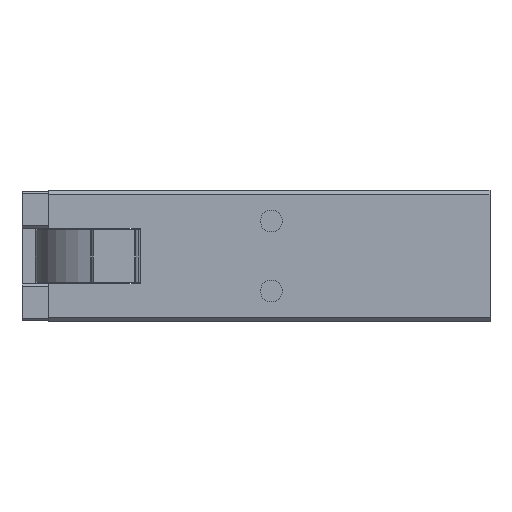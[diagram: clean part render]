
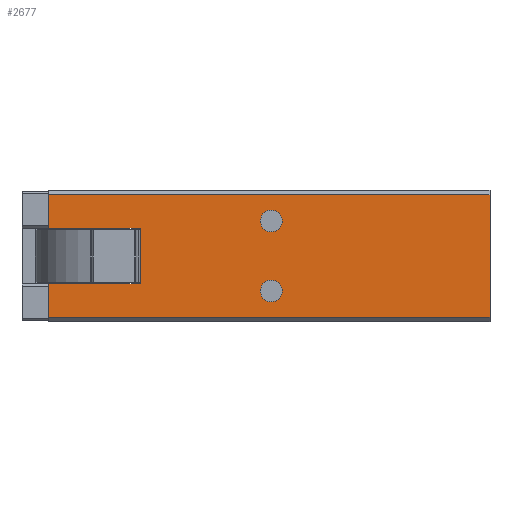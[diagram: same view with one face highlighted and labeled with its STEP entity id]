
A CAD part, front view. The second image highlights one B-rep face of the part: STEP entity #2677.
In plain terms, the highlighted planar face has unit normal (0, -1, 0).
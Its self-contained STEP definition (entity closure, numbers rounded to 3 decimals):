
#9 = AXIS2_PLACEMENT_3D ( 'NONE', #4407, #3287, #3123 ) ;
#78 = VERTEX_POINT ( 'NONE', #2310 ) ;
#190 = DIRECTION ( 'NONE',  ( -1., 0., 0. ) ) ;
#231 = LINE ( 'NONE', #5534, #1619 ) ;
#312 = LINE ( 'NONE', #554, #3728 ) ;
#508 = LINE ( 'NONE', #5799, #4119 ) ;
#554 = CARTESIAN_POINT ( 'NONE',  ( -50.5, -29., 6.35 ) ) ;
#626 = ORIENTED_EDGE ( 'NONE', *, *, #743, .F. ) ;
#743 = EDGE_CURVE ( 'NONE', #2079, #2916, #4809, .T. ) ;
#784 = FACE_BOUND ( 'NONE', #3094, .T. ) ;
#983 = LINE ( 'NONE', #2921, #2048 ) ;
#993 = DIRECTION ( 'NONE',  ( 1., 0., 0. ) ) ;
#1042 = VERTEX_POINT ( 'NONE', #1589 ) ;
#1063 = DIRECTION ( 'NONE',  ( 0., 0., -1. ) ) ;
#1258 = EDGE_LOOP ( 'NONE', ( #5339, #5658, #1955, #4546, #3652, #2494, #4618, #5089 ) ) ;
#1289 = CARTESIAN_POINT ( 'NONE',  ( -50.5, -29., 6.35 ) ) ;
#1412 = CARTESIAN_POINT ( 'NONE',  ( -50.5, -29., -14. ) ) ;
#1464 = EDGE_CURVE ( 'NONE', #3442, #2682, #5480, .T. ) ;
#1589 = CARTESIAN_POINT ( 'NONE',  ( 50.5, -29., 14. ) ) ;
#1590 = EDGE_CURVE ( 'NONE', #2854, #3272, #4847, .T. ) ;
#1619 = VECTOR ( 'NONE', #3163, 1000. ) ;
#1790 = VECTOR ( 'NONE', #5852, 1000. ) ;
#1830 = CIRCLE ( 'NONE', #3264, 2.5 ) ;
#1837 = LINE ( 'NONE', #5779, #5522 ) ;
#1955 = ORIENTED_EDGE ( 'NONE', *, *, #3465, .F. ) ;
#2030 = AXIS2_PLACEMENT_3D ( 'NONE', #4143, #2084, #5082 ) ;
#2048 = VECTOR ( 'NONE', #2985, 1000. ) ;
#2077 = DIRECTION ( 'NONE',  ( 0., -1., 0. ) ) ;
#2079 = VERTEX_POINT ( 'NONE', #4870 ) ;
#2084 = DIRECTION ( 'NONE',  ( 0., 1., 0. ) ) ;
#2222 = PLANE ( 'NONE',  #2030 ) ;
#2258 = DIRECTION ( 'NONE',  ( 0., 0., -1. ) ) ;
#2259 = AXIS2_PLACEMENT_3D ( 'NONE', #3952, #5415, #3402 ) ;
#2278 = EDGE_CURVE ( 'NONE', #2682, #3442, #2434, .T. ) ;
#2310 = CARTESIAN_POINT ( 'NONE',  ( -50.5, -29., -6.35 ) ) ;
#2434 = CIRCLE ( 'NONE', #2259, 2.5 ) ;
#2494 = ORIENTED_EDGE ( 'NONE', *, *, #5758, .T. ) ;
#2536 = EDGE_CURVE ( 'NONE', #78, #3589, #231, .T. ) ;
#2545 = EDGE_LOOP ( 'NONE', ( #4577, #4603 ) ) ;
#2605 = DIRECTION ( 'NONE',  ( 1., 0., 0. ) ) ;
#2636 = VECTOR ( 'NONE', #1063, 1000. ) ;
#2677 = ADVANCED_FACE ( 'NONE', ( #6001, #784, #5067 ), #2222, .F. ) ;
#2682 = VERTEX_POINT ( 'NONE', #3904 ) ;
#2805 = VECTOR ( 'NONE', #2605, 1000. ) ;
#2854 = VERTEX_POINT ( 'NONE', #4985 ) ;
#2916 = VERTEX_POINT ( 'NONE', #3531 ) ;
#2921 = CARTESIAN_POINT ( 'NONE',  ( 50.5, -29., -11.85 ) ) ;
#2929 = DIRECTION ( 'NONE',  ( -1., 0., 0. ) ) ;
#2957 = VERTEX_POINT ( 'NONE', #3019 ) ;
#2966 = ORIENTED_EDGE ( 'NONE', *, *, #3996, .F. ) ;
#2985 = DIRECTION ( 'NONE',  ( 0., 0., -1. ) ) ;
#3019 = CARTESIAN_POINT ( 'NONE',  ( -29.5, -29., -6.35 ) ) ;
#3048 = CARTESIAN_POINT ( 'NONE',  ( 50.5, -29., 14. ) ) ;
#3094 = EDGE_LOOP ( 'NONE', ( #626, #2966 ) ) ;
#3123 = DIRECTION ( 'NONE',  ( 0., 0., -1. ) ) ;
#3163 = DIRECTION ( 'NONE',  ( 0., 0., -1. ) ) ;
#3194 = CARTESIAN_POINT ( 'NONE',  ( 50.5, -29., -14. ) ) ;
#3242 = CARTESIAN_POINT ( 'NONE',  ( 0.5, -29., -10.5 ) ) ;
#3264 = AXIS2_PLACEMENT_3D ( 'NONE', #4232, #4248, #4283 ) ;
#3272 = VERTEX_POINT ( 'NONE', #1289 ) ;
#3287 = DIRECTION ( 'NONE',  ( 0., -1., 0. ) ) ;
#3292 = CARTESIAN_POINT ( 'NONE',  ( -29.5, -29., 6.35 ) ) ;
#3402 = DIRECTION ( 'NONE',  ( 0., 0., -1. ) ) ;
#3442 = VERTEX_POINT ( 'NONE', #3242 ) ;
#3465 = EDGE_CURVE ( 'NONE', #1042, #3831, #983, .T. ) ;
#3531 = CARTESIAN_POINT ( 'NONE',  ( 0.5, -29., 10.5 ) ) ;
#3589 = VERTEX_POINT ( 'NONE', #1412 ) ;
#3652 = ORIENTED_EDGE ( 'NONE', *, *, #1590, .T. ) ;
#3704 = EDGE_CURVE ( 'NONE', #5711, #2957, #4619, .T. ) ;
#3728 = VECTOR ( 'NONE', #993, 1000. ) ;
#3831 = VERTEX_POINT ( 'NONE', #3194 ) ;
#3904 = CARTESIAN_POINT ( 'NONE',  ( 0.5, -29., -5.5 ) ) ;
#3952 = CARTESIAN_POINT ( 'NONE',  ( 0.5, -29., -8. ) ) ;
#3996 = EDGE_CURVE ( 'NONE', #2916, #2079, #1830, .T. ) ;
#4090 = AXIS2_PLACEMENT_3D ( 'NONE', #5974, #2077, #2258 ) ;
#4119 = VECTOR ( 'NONE', #2929, 1000. ) ;
#4143 = CARTESIAN_POINT ( 'NONE',  ( 50.5, -29., 14. ) ) ;
#4230 = EDGE_CURVE ( 'NONE', #2854, #1042, #5545, .T. ) ;
#4232 = CARTESIAN_POINT ( 'NONE',  ( 0.5, -29., 8. ) ) ;
#4248 = DIRECTION ( 'NONE',  ( 0., -1., 0. ) ) ;
#4283 = DIRECTION ( 'NONE',  ( 0., 0., -1. ) ) ;
#4407 = CARTESIAN_POINT ( 'NONE',  ( 0.5, -29., 8. ) ) ;
#4497 = CARTESIAN_POINT ( 'NONE',  ( -50.5, -29., -11.85 ) ) ;
#4546 = ORIENTED_EDGE ( 'NONE', *, *, #4230, .F. ) ;
#4577 = ORIENTED_EDGE ( 'NONE', *, *, #1464, .F. ) ;
#4603 = ORIENTED_EDGE ( 'NONE', *, *, #2278, .F. ) ;
#4618 = ORIENTED_EDGE ( 'NONE', *, *, #3704, .T. ) ;
#4619 = LINE ( 'NONE', #5517, #2636 ) ;
#4809 = CIRCLE ( 'NONE', #9, 2.5 ) ;
#4847 = LINE ( 'NONE', #4497, #1790 ) ;
#4870 = CARTESIAN_POINT ( 'NONE',  ( 0.5, -29., 5.5 ) ) ;
#4985 = CARTESIAN_POINT ( 'NONE',  ( -50.5, -29., 14. ) ) ;
#5067 = FACE_OUTER_BOUND ( 'NONE', #1258, .T. ) ;
#5082 = DIRECTION ( 'NONE',  ( 0., 0., 1. ) ) ;
#5089 = ORIENTED_EDGE ( 'NONE', *, *, #5916, .T. ) ;
#5339 = ORIENTED_EDGE ( 'NONE', *, *, #2536, .T. ) ;
#5415 = DIRECTION ( 'NONE',  ( 0., -1., 0. ) ) ;
#5480 = CIRCLE ( 'NONE', #4090, 2.5 ) ;
#5517 = CARTESIAN_POINT ( 'NONE',  ( -29.5, -29., -6.35 ) ) ;
#5522 = VECTOR ( 'NONE', #190, 1000. ) ;
#5534 = CARTESIAN_POINT ( 'NONE',  ( -50.5, -29., -11.85 ) ) ;
#5545 = LINE ( 'NONE', #3048, #2805 ) ;
#5658 = ORIENTED_EDGE ( 'NONE', *, *, #5898, .F. ) ;
#5711 = VERTEX_POINT ( 'NONE', #3292 ) ;
#5758 = EDGE_CURVE ( 'NONE', #3272, #5711, #312, .T. ) ;
#5779 = CARTESIAN_POINT ( 'NONE',  ( 50.5, -29., -14. ) ) ;
#5799 = CARTESIAN_POINT ( 'NONE',  ( -50.5, -29., -6.35 ) ) ;
#5852 = DIRECTION ( 'NONE',  ( 0., 0., -1. ) ) ;
#5898 = EDGE_CURVE ( 'NONE', #3831, #3589, #1837, .T. ) ;
#5916 = EDGE_CURVE ( 'NONE', #2957, #78, #508, .T. ) ;
#5974 = CARTESIAN_POINT ( 'NONE',  ( 0.5, -29., -8. ) ) ;
#6001 = FACE_BOUND ( 'NONE', #2545, .T. ) ;
